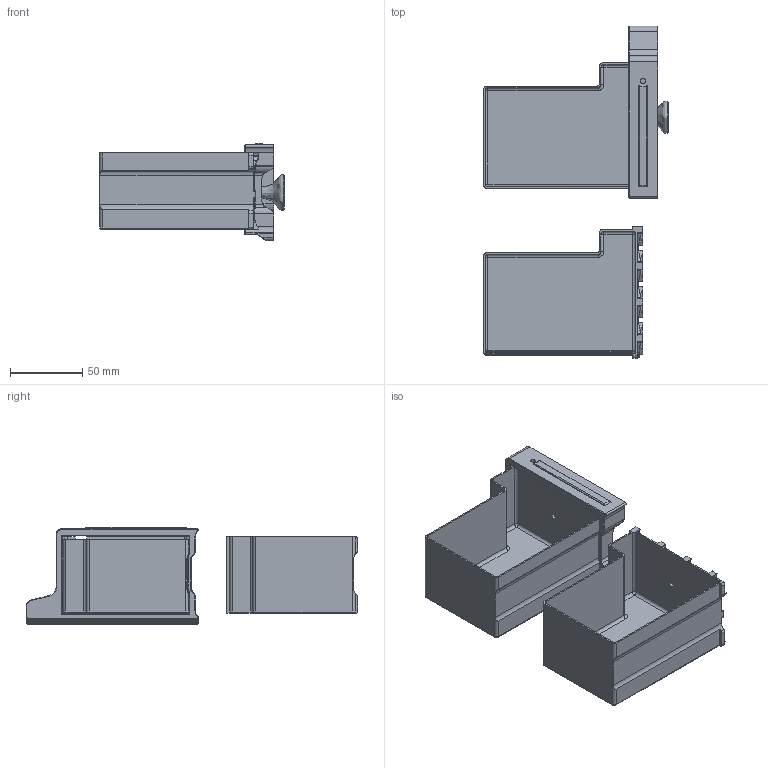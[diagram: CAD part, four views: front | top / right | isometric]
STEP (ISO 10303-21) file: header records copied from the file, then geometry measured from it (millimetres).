
FILE_DESCRIPTION(/* description */ (''),/* implementation_level */ '2;1');
FILE_NAME(/* name */ 'SkirtToolbox.step',/* time_stamp */ '2022-07-13T17:54:00-05:00',/* author */ (''),/* organization */ (''),/* preprocessor_version */ 'ST-DEVELOPER v19',/* originating_system */ 'Autodesk Translation Framework v11.7.0.108',/* authorisation */ '');
FILE_SCHEMA (('AUTOMOTIVE_DESIGN { 1 0 10303 214 3 1 1 }'));
Length unit declared in the file: millimetre
Products named in the file (3): SkirtToolbox; 350 (3); 350 (3) (1)
Assembly tree (2 placements, depth 2):
  SkirtToolbox
    350 (3)
    350 (3) (1)
Bounding box: 127.5 x 229.1 x 67 mm (x, y, z)
Volume: 89264.1 mm3; surface area: 130274 mm2
Topology: 4 solids, 4 shells, 696 faces, 1980 edges, 1293 vertices
Faces by surface type: plane 339, cylinder 268, bspline 42, torus 19, cone 18, sphere 10
Full cylindrical faces by diameter (mm): 2.9 x1, 3.4 x3, 6 x1
Entity records: 24720 total; most frequent: CARTESIAN_POINT 6613, ORIENTED_EDGE 3958, DIRECTION 3632, EDGE_CURVE 1979, VERTEX_POINT 1293, AXIS2_PLACEMENT_3D 1240, LINE 1152, VECTOR 1152
